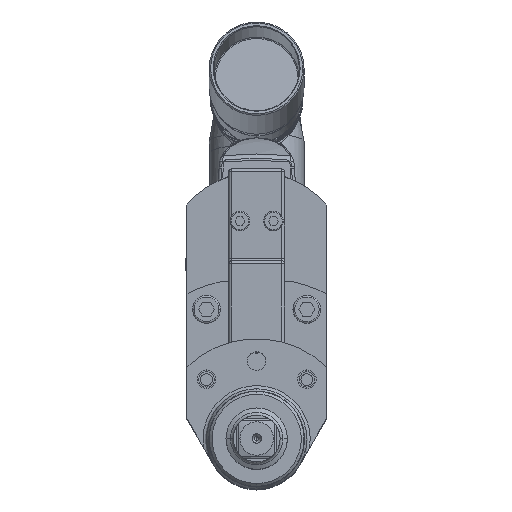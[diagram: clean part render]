
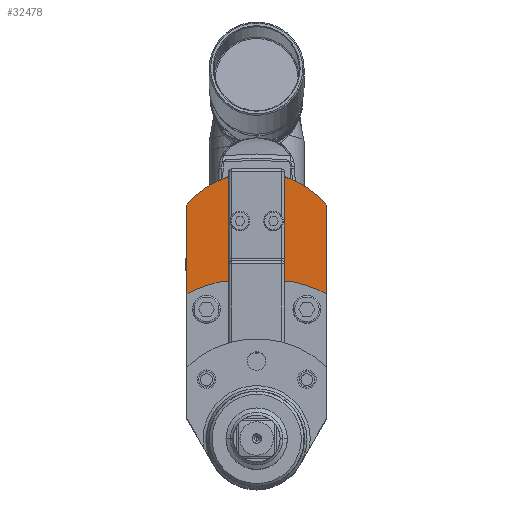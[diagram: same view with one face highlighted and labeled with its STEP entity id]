
A CAD part, top view. The second image highlights one B-rep face of the part: STEP entity #32478.
In plain terms, the highlighted planar face has unit normal (0, 0, 1).
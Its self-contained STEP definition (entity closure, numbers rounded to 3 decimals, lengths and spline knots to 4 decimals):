
#1119=DIRECTION('',(0.,-1.,0.));
#1120=VECTOR('',#1119,1.0157);
#1121=CARTESIAN_POINT('',(-0.3937,0.748,
15.4213));
#1122=LINE('',#1121,#1120);
#1123=DIRECTION('',(1.,0.,0.));
#1124=VECTOR('',#1123,0.0394);
#1125=CARTESIAN_POINT('',(-0.3937,-0.2677,
15.4213));
#1126=LINE('',#1125,#1124);
#1127=DIRECTION('',(0.,-1.,0.));
#1128=VECTOR('',#1127,1.0157);
#1129=CARTESIAN_POINT('',(-0.3543,0.748,
15.4213));
#1130=LINE('',#1129,#1128);
#1131=DIRECTION('',(-1.,0.,0.));
#1132=VECTOR('',#1131,0.7087);
#1133=CARTESIAN_POINT('',(0.3543,0.748,
15.4213));
#1134=LINE('',#1133,#1132);
#1135=DIRECTION('',(0.,-1.,0.));
#1136=VECTOR('',#1135,1.0157);
#1137=CARTESIAN_POINT('',(0.3543,0.748,
15.4213));
#1138=LINE('',#1137,#1136);
#1139=DIRECTION('',(1.,0.,0.));
#1140=VECTOR('',#1139,0.0394);
#1141=CARTESIAN_POINT('',(0.3543,-0.2677,
15.4213));
#1142=LINE('',#1141,#1140);
#1143=DIRECTION('',(0.,-1.,0.));
#1144=VECTOR('',#1143,1.0157);
#1145=CARTESIAN_POINT('',(0.3937,0.748,
15.4213));
#1146=LINE('',#1145,#1144);
#1147=DIRECTION('',(0.,-1.,0.));
#1148=VECTOR('',#1147,0.2332);
#1149=CARTESIAN_POINT('',(0.3937,1.2175,15.4213));
#1150=LINE('',#1149,#1148);
#1151=CARTESIAN_POINT('',(0.,0.,15.4213));
#1152=DIRECTION('',(0.,0.,-1.));
#1153=DIRECTION('',(0.308,0.951,0.));
#1154=AXIS2_PLACEMENT_3D('',#1151,#1152,#1153);
#1156=DIRECTION('',(0.,-1.,0.));
#1157=VECTOR('',#1156,1.25);
#1158=CARTESIAN_POINT('',(0.9843,0.8176,
15.4213));
#1159=LINE('',#1158,#1157);
#1160=CARTESIAN_POINT('',(0.,-2.4929,15.4213));
#1161=DIRECTION('',(0.,0.,1.));
#1162=DIRECTION('',(0.431,0.902,0.));
#1163=AXIS2_PLACEMENT_3D('',#1160,#1161,#1162);
#1165=DIRECTION('',(-1.,0.,0.));
#1166=VECTOR('',#1165,1.0319);
#1167=CARTESIAN_POINT('',(0.516,-0.2685,
15.4213));
#1168=LINE('',#1167,#1166);
#1169=CARTESIAN_POINT('',(0.,-2.4929,15.4213));
#1170=DIRECTION('',(0.,0.,1.));
#1171=DIRECTION('',(-0.226,0.974,0.));
#1172=AXIS2_PLACEMENT_3D('',#1169,#1170,#1171);
#1174=DIRECTION('',(0.,1.,0.));
#1175=VECTOR('',#1174,1.25);
#1176=CARTESIAN_POINT('',(-0.9843,-0.4325,
15.4213));
#1177=LINE('',#1176,#1175);
#1178=CARTESIAN_POINT('',(0.,0.,15.4213));
#1179=DIRECTION('',(0.,0.,-1.));
#1180=DIRECTION('',(-0.769,0.639,0.));
#1181=AXIS2_PLACEMENT_3D('',#1178,#1179,#1180);
#1183=DIRECTION('',(0.,-1.,0.));
#1184=VECTOR('',#1183,0.2332);
#1185=CARTESIAN_POINT('',(-0.3937,1.2175,
15.4213));
#1186=LINE('',#1185,#1184);
#1187=CARTESIAN_POINT('',(-0.2362,0.5906,
15.4213));
#1188=DIRECTION('',(0.,0.,-1.));
#1189=DIRECTION('',(1.,0.,0.));
#1190=AXIS2_PLACEMENT_3D('',#1187,#1188,#1189);
#1192=CARTESIAN_POINT('',(-0.2362,0.5906,
15.4213));
#1193=DIRECTION('',(0.,0.,-1.));
#1194=DIRECTION('',(-1.,0.,0.));
#1195=AXIS2_PLACEMENT_3D('',#1192,#1193,#1194);
#1197=CARTESIAN_POINT('',(0.2362,0.5906,
15.4213));
#1198=DIRECTION('',(0.,0.,-1.));
#1199=DIRECTION('',(1.,0.,0.));
#1200=AXIS2_PLACEMENT_3D('',#1197,#1198,#1199);
#1202=CARTESIAN_POINT('',(0.2362,0.5906,
15.4213));
#1203=DIRECTION('',(0.,0.,-1.));
#1204=DIRECTION('',(-1.,0.,0.));
#1205=AXIS2_PLACEMENT_3D('',#1202,#1203,#1204);
#1211=DIRECTION('',(0.,1.,0.));
#1212=VECTOR('',#1211,0.2362);
#1213=CARTESIAN_POINT('',(-0.3937,0.748,
15.4213));
#1214=LINE('',#1213,#1212);
#1259=DIRECTION('',(0.,-1.,0.));
#1260=VECTOR('',#1259,0.2362);
#1261=CARTESIAN_POINT('',(0.3937,0.9843,
15.4213));
#1262=LINE('',#1261,#1260);
#30630=CARTESIAN_POINT('',(0.9843,0.8176,
15.4213));
#30631=VERTEX_POINT('',#30630);
#30632=CARTESIAN_POINT('',(-0.9843,0.8176,
15.4213));
#30633=VERTEX_POINT('',#30632);
#30828=CARTESIAN_POINT('',(0.9843,-0.4325,
15.4213));
#30829=CARTESIAN_POINT('',(0.516,-0.2685,
15.4213));
#30830=VERTEX_POINT('',#30828);
#30831=VERTEX_POINT('',#30829);
#30832=CARTESIAN_POINT('',(-0.516,-0.2685,
15.4213));
#30833=VERTEX_POINT('',#30832);
#30834=CARTESIAN_POINT('',(-0.9843,-0.4325,
15.4213));
#30835=VERTEX_POINT('',#30834);
#31714=CARTESIAN_POINT('',(-0.3937,1.2175,
15.4213));
#31716=VERTEX_POINT('',#31714);
#31718=CARTESIAN_POINT('',(0.3937,1.2175,
15.4213));
#31720=VERTEX_POINT('',#31718);
#31724=CARTESIAN_POINT('',(0.3937,0.9843,
15.4213));
#31726=VERTEX_POINT('',#31724);
#31738=CARTESIAN_POINT('',(-0.3937,0.9843,
15.4213));
#31740=VERTEX_POINT('',#31738);
#31742=CARTESIAN_POINT('',(-0.3937,0.748,
15.4213));
#31743=CARTESIAN_POINT('',(-0.3937,-0.2677,
15.4213));
#31744=VERTEX_POINT('',#31742);
#31745=VERTEX_POINT('',#31743);
#31746=CARTESIAN_POINT('',(0.3937,0.748,
15.4213));
#31747=CARTESIAN_POINT('',(0.3937,-0.2677,
15.4213));
#31748=VERTEX_POINT('',#31746);
#31749=VERTEX_POINT('',#31747);
#31750=CARTESIAN_POINT('',(-0.3543,0.748,
15.4213));
#31751=CARTESIAN_POINT('',(-0.3543,-0.2677,
15.4213));
#31752=VERTEX_POINT('',#31750);
#31753=VERTEX_POINT('',#31751);
#31754=CARTESIAN_POINT('',(0.3543,0.748,
15.4213));
#31755=CARTESIAN_POINT('',(0.3543,-0.2677,
15.4213));
#31756=VERTEX_POINT('',#31754);
#31757=VERTEX_POINT('',#31755);
#31828=CARTESIAN_POINT('',(-0.1575,0.5906,
15.4213));
#31829=CARTESIAN_POINT('',(-0.315,0.5906,
15.4213));
#31830=VERTEX_POINT('',#31828);
#31831=VERTEX_POINT('',#31829);
#31892=CARTESIAN_POINT('',(0.315,0.5906,
15.4213));
#31893=CARTESIAN_POINT('',(0.1575,0.5906,
15.4213));
#31894=VERTEX_POINT('',#31892);
#31895=VERTEX_POINT('',#31893);
#32427=CARTESIAN_POINT('',(0.,0.,15.4213));
#32428=DIRECTION('',(0.,0.,-1.));
#32429=DIRECTION('',(-1.,0.,0.));
#32430=AXIS2_PLACEMENT_3D('',#32427,#32428,#32429);
#32431=PLANE('',#32430);
#32433=ORIENTED_EDGE('',*,*,#32432,.F.);
#32434=ORIENTED_EDGE('',*,*,#32376,.T.);
#32436=ORIENTED_EDGE('',*,*,#32435,.T.);
#32438=ORIENTED_EDGE('',*,*,#32437,.F.);
#32440=ORIENTED_EDGE('',*,*,#32439,.F.);
#32442=ORIENTED_EDGE('',*,*,#32441,.T.);
#32444=ORIENTED_EDGE('',*,*,#32443,.T.);
#32446=ORIENTED_EDGE('',*,*,#32445,.F.);
#32448=ORIENTED_EDGE('',*,*,#32447,.F.);
#32450=ORIENTED_EDGE('',*,*,#32449,.F.);
#32452=ORIENTED_EDGE('',*,*,#32451,.T.);
#32454=ORIENTED_EDGE('',*,*,#32453,.T.);
#32456=ORIENTED_EDGE('',*,*,#32455,.T.);
#32458=ORIENTED_EDGE('',*,*,#32457,.T.);
#32460=ORIENTED_EDGE('',*,*,#32459,.T.);
#32461=ORIENTED_EDGE('',*,*,#32242,.T.);
#32462=ORIENTED_EDGE('',*,*,#32398,.T.);
#32463=ORIENTED_EDGE('',*,*,#32380,.T.);
#32464=EDGE_LOOP('',(#32433,#32434,#32436,#32438,#32440,#32442,#32444,#32446,
#32448,#32450,#32452,#32454,#32456,#32458,#32460,#32461,#32462,#32463));
#32465=FACE_OUTER_BOUND('',#32464,.F.);
#32467=ORIENTED_EDGE('',*,*,#32466,.F.);
#32469=ORIENTED_EDGE('',*,*,#32468,.F.);
#32470=EDGE_LOOP('',(#32467,#32469));
#32471=FACE_BOUND('',#32470,.F.);
#32473=ORIENTED_EDGE('',*,*,#32472,.F.);
#32475=ORIENTED_EDGE('',*,*,#32474,.F.);
#32476=EDGE_LOOP('',(#32473,#32475));
#32477=FACE_BOUND('',#32476,.F.);
#1155=CIRCLE('',#1154,1.2795);
#1164=CIRCLE('',#1163,2.2835);
#1173=CIRCLE('',#1172,2.2835);
#1182=CIRCLE('',#1181,1.2795);
#1191=CIRCLE('',#1190,0.0787);
#1196=CIRCLE('',#1195,0.0787);
#1201=CIRCLE('',#1200,0.0787);
#1206=CIRCLE('',#1205,0.0787);
#32242=EDGE_CURVE('',#30835,#30633,#1177,.T.);
#32376=EDGE_CURVE('',#31744,#31745,#1122,.T.);
#32380=EDGE_CURVE('',#31716,#31740,#1186,.T.);
#32398=EDGE_CURVE('',#30633,#31716,#1182,.T.);
#32432=EDGE_CURVE('',#31744,#31740,#1214,.T.);
#32435=EDGE_CURVE('',#31745,#31753,#1126,.T.);
#32437=EDGE_CURVE('',#31752,#31753,#1130,.T.);
#32439=EDGE_CURVE('',#31756,#31752,#1134,.T.);
#32441=EDGE_CURVE('',#31756,#31757,#1138,.T.);
#32443=EDGE_CURVE('',#31757,#31749,#1142,.T.);
#32445=EDGE_CURVE('',#31748,#31749,#1146,.T.);
#32447=EDGE_CURVE('',#31726,#31748,#1262,.T.);
#32449=EDGE_CURVE('',#31720,#31726,#1150,.T.);
#32451=EDGE_CURVE('',#31720,#30631,#1155,.T.);
#32453=EDGE_CURVE('',#30631,#30830,#1159,.T.);
#32455=EDGE_CURVE('',#30830,#30831,#1164,.T.);
#32457=EDGE_CURVE('',#30831,#30833,#1168,.T.);
#32459=EDGE_CURVE('',#30833,#30835,#1173,.T.);
#32466=EDGE_CURVE('',#31830,#31831,#1191,.T.);
#32468=EDGE_CURVE('',#31831,#31830,#1196,.T.);
#32472=EDGE_CURVE('',#31894,#31895,#1201,.T.);
#32474=EDGE_CURVE('',#31895,#31894,#1206,.T.);
#32478=ADVANCED_FACE('',(#32465,#32471,#32477),#32431,.F.);
